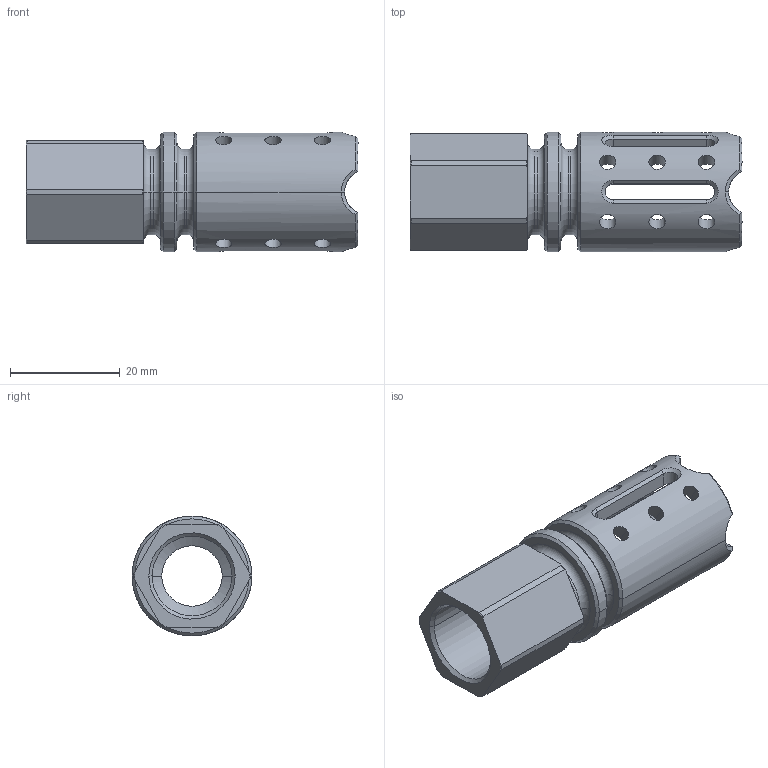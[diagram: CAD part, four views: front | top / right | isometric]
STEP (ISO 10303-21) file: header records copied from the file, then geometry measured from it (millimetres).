
FILE_DESCRIPTION(('CATIA V5 STEP Exchange','CAx-IF Rec.Pracs.--- Model Styling and Organization---1.2---2011-12-15','CAx-IF Rec.Pracs.---3D Tessellated Data Validation Properties---0.3---2012-01-09'),'2;1');
FILE_NAME('ADAPTATEUR DEFLECTEUR.stp','2021-05-12T08:45:20+00:00',('none'),('none'),'CATIA Version 5-6 Release 2015 SP4 HF108','CATIA V5 STEP AP242','none');
FILE_SCHEMA(('AP242_MANAGED_MODEL_BASED_3D_ENGINEERING_MIM_LF {1 0 10303 442 1 1 4}'));
Length unit declared in the file: millimetre
Products named in the file (1): A-2 FH.SLDPRT
Bounding box: 60.45 x 21.8 x 21.8 mm (x, y, z)
Volume: 9092.9 mm3; surface area: 7688.6 mm2
Topology: 1 solids, 1 shells, 162 faces, 430 edges, 268 vertices
Faces by surface type: cylinder 58, plane 38, cone 34, bspline 24, torus 8
Entity records: 6269 total; most frequent: CARTESIAN_POINT 2859, ORIENTED_EDGE 860, EDGE_CURVE 430, DIRECTION 404, VERTEX_POINT 268, B_SPLINE_CURVE_WITH_KNOTS 202, EDGE_LOOP 200, AXIS2_PLACEMENT_3D 167
